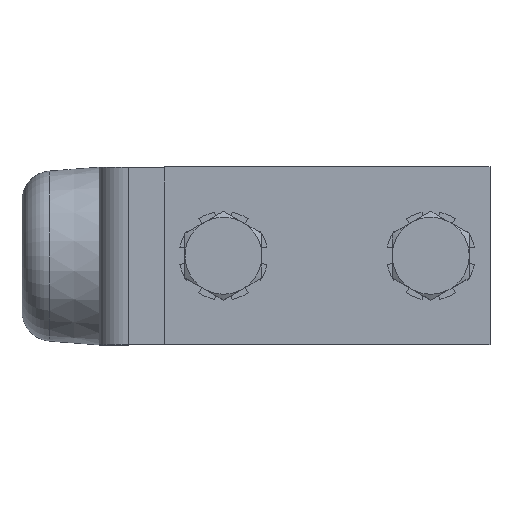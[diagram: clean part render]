
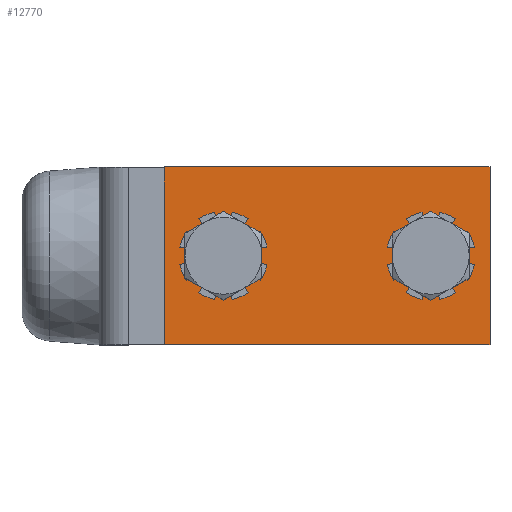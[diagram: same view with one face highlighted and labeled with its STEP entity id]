
A CAD part, top view. The second image highlights one B-rep face of the part: STEP entity #12770.
In plain terms, the highlighted planar face has unit normal (0, 0, 1).
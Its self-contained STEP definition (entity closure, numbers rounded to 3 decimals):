
#1911=FACE_BOUND('',#2753,.T.);
#1912=FACE_BOUND('',#2754,.T.);
#1936=PLANE('',#13729);
#2000=FACE_OUTER_BOUND('',#2752,.T.);
#2752=EDGE_LOOP('',(#7762,#7763,#7764,#7765));
#2753=EDGE_LOOP('',(#7766));
#2754=EDGE_LOOP('',(#7767));
#3521=LINE('',#16869,#3717);
#3524=LINE('',#16874,#3720);
#3526=LINE('',#16878,#3722);
#3528=LINE('',#16881,#3724);
#3717=VECTOR('',#14719,10.);
#3720=VECTOR('',#14724,10.);
#3722=VECTOR('',#14728,10.);
#3724=VECTOR('',#14732,10.);
#3908=CIRCLE('',#13720,4.1);
#3910=CIRCLE('',#13723,4.1);
#4095=VERTEX_POINT('',#16848);
#4097=VERTEX_POINT('',#16854);
#4102=VERTEX_POINT('',#16867);
#4103=VERTEX_POINT('',#16868);
#4104=VERTEX_POINT('',#16873);
#4105=VERTEX_POINT('',#16877);
#5550=EDGE_CURVE('',#4095,#4095,#3908,.T.);
#5553=EDGE_CURVE('',#4097,#4097,#3910,.T.);
#5558=EDGE_CURVE('',#4102,#4103,#3521,.T.);
#5561=EDGE_CURVE('',#4103,#4104,#3524,.T.);
#5563=EDGE_CURVE('',#4104,#4105,#3526,.T.);
#5565=EDGE_CURVE('',#4105,#4102,#3528,.T.);
#7762=ORIENTED_EDGE('',*,*,#5558,.F.);
#7763=ORIENTED_EDGE('',*,*,#5565,.F.);
#7764=ORIENTED_EDGE('',*,*,#5563,.F.);
#7765=ORIENTED_EDGE('',*,*,#5561,.F.);
#7766=ORIENTED_EDGE('',*,*,#5550,.T.);
#7767=ORIENTED_EDGE('',*,*,#5553,.T.);
#12770=ADVANCED_FACE('',(#2000,#1911,#1912),#1936,.T.);
#13720=AXIS2_PLACEMENT_3D('',#16850,#14702,#14703);
#13723=AXIS2_PLACEMENT_3D('',#16856,#14709,#14710);
#13729=AXIS2_PLACEMENT_3D('',#16882,#14733,#14734);
#14702=DIRECTION('center_axis',(0.,0.,-1.));
#14703=DIRECTION('ref_axis',(-1.,0.,0.));
#14709=DIRECTION('center_axis',(0.,0.,-1.));
#14710=DIRECTION('ref_axis',(-1.,0.,0.));
#14719=DIRECTION('',(0.,1.,0.));
#14724=DIRECTION('',(1.,0.,0.));
#14728=DIRECTION('',(0.,-1.,0.));
#14732=DIRECTION('',(-1.,0.,0.));
#14733=DIRECTION('center_axis',(0.,0.,1.));
#14734=DIRECTION('ref_axis',(1.,0.,0.));
#16848=CARTESIAN_POINT('',(49.1,15.,2.5));
#16850=CARTESIAN_POINT('Origin',(45.,15.,2.5));
#16854=CARTESIAN_POINT('',(14.1,15.,2.5));
#16856=CARTESIAN_POINT('Origin',(10.,15.,2.5));
#16867=CARTESIAN_POINT('',(0.,0.,2.5));
#16868=CARTESIAN_POINT('',(0.,30.,2.5));
#16869=CARTESIAN_POINT('',(0.,30.,2.5));
#16873=CARTESIAN_POINT('',(55.,30.,2.5));
#16874=CARTESIAN_POINT('',(55.,30.,2.5));
#16877=CARTESIAN_POINT('',(55.,0.,2.5));
#16878=CARTESIAN_POINT('',(55.,0.,2.5));
#16881=CARTESIAN_POINT('',(0.,0.,2.5));
#16882=CARTESIAN_POINT('Origin',(27.5,15.,2.5));
